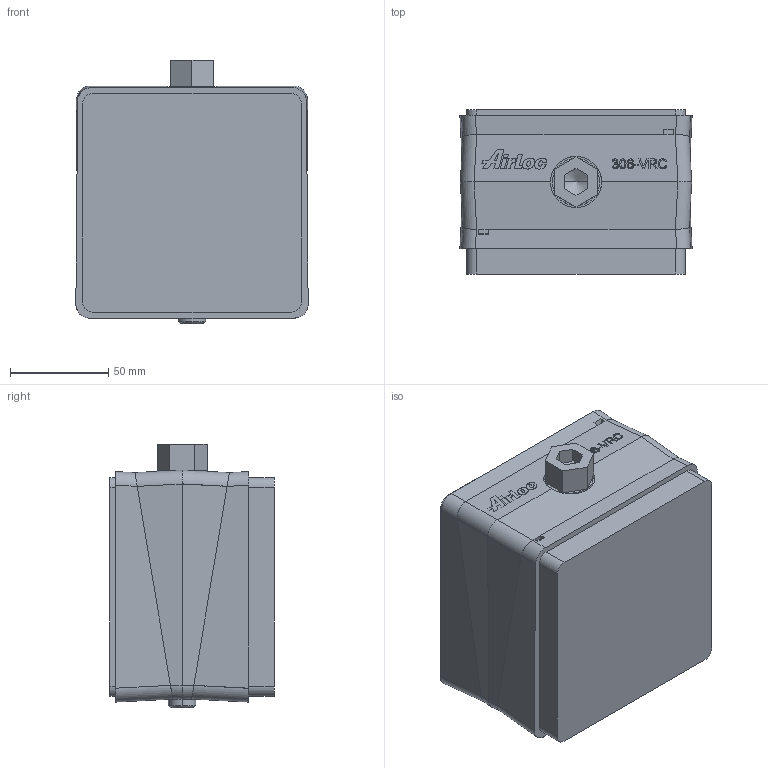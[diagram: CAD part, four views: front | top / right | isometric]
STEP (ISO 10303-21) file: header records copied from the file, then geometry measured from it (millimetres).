
FILE_DESCRIPTION (( 'STEP AP214' ), '1' );
FILE_NAME ('306-VRC-13-3.step', '2013-05-29T09:48:18', ( 'admin' ), ( '' ), 'SwSTEP 2.0', 'SolidWorks 2012', '' );
FILE_SCHEMA (( 'AUTOMOTIVE_DESIGN' ));
Length unit declared in the file: millimetre
Products named in the file (1): 306-VRC-13-3
Bounding box: 117.94 x 83.51 x 134 mm (x, y, z)
Volume: 1107166.6 mm3; surface area: 68784.1 mm2
Topology: 2 solids, 2 shells, 292 faces, 739 edges, 475 vertices
Faces by surface type: plane 173, bspline 65, cylinder 42, cone 10, torus 2
Entity records: 15470 total; most frequent: CARTESIAN_POINT 5788, ORIENTED_EDGE 1474, DIRECTION 1049, EDGE_CURVE 737, LINE 489, VECTOR 489, VERTEX_POINT 475, EDGE_LOOP 320
